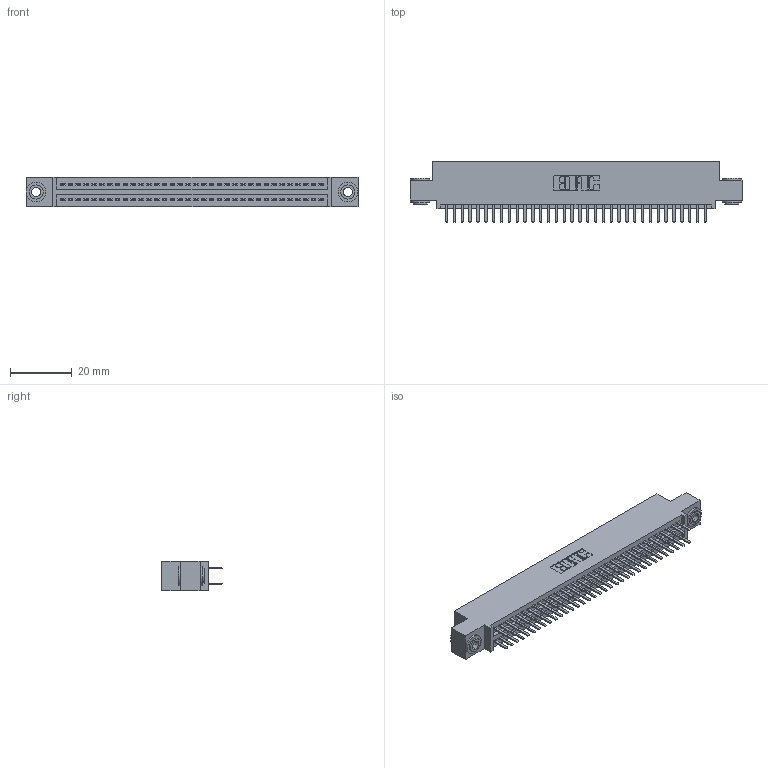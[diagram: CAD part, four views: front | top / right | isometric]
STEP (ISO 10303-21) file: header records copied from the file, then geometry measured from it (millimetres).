
FILE_DESCRIPTION (( 'STEP AP203' ), '1' );
FILE_NAME ('395-068-520-503.STEP', '2018-11-25T12:20:23', ( '' ), ( '' ), 'SwSTEP 2.0', 'SolidWorks 2016', '' );
FILE_SCHEMA (( 'CONFIG_CONTROL_DESIGN' ));
Length unit declared in the file: inch
Products named in the file (4): 395-068-520-503; 345-292-001_345-293-120; 345 Part_0.110 Offset - 0.156 Dia-TH; 345-250-002_345-250-002-102
Assembly tree (71 placements, depth 2):
  395-068-520-503
    345 Part_0.110 Offset - 0.156 Dia-TH
    345-292-001_345-293-120  x68
    345-250-002_345-250-002-102  x2
Bounding box: 107.57 x 19.68 x 9.4 mm (x, y, z)
Volume: 10291.2 mm3; surface area: 15291.4 mm2
Topology: 71 solids, 71 shells, 3840 faces, 11105 edges, 7218 vertices
Faces by surface type: plane 2474, cylinder 1358, cone 8
Entity records: 28650 total; most frequent: CARTESIAN_POINT 4799, ORIENTED_EDGE 4714, DIRECTION 4259, EDGE_CURVE 2357, LINE 2061, VECTOR 2061, VERTEX_POINT 1566, AXIS2_PLACEMENT_3D 1099
